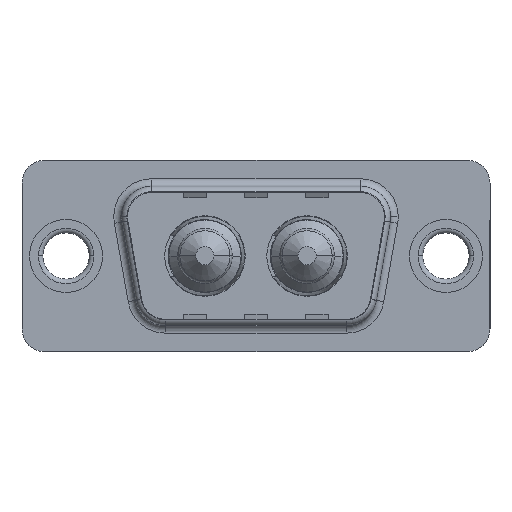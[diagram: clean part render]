
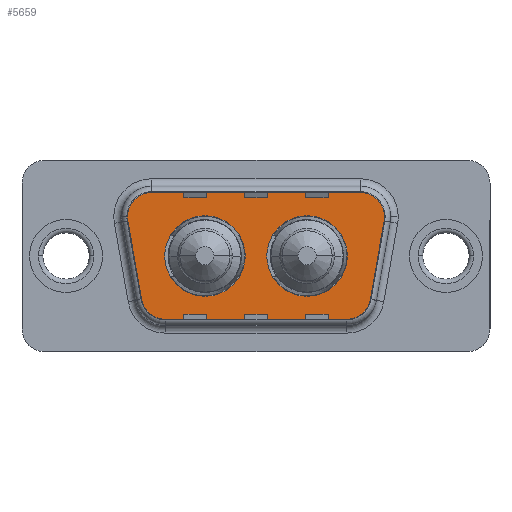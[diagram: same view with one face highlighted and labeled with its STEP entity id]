
A CAD part, top view. The second image highlights one B-rep face of the part: STEP entity #5659.
In plain terms, the highlighted planar face has unit normal (0, 0, 1).
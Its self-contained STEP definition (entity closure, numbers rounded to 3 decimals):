
#75 = EDGE_CURVE ( 'NONE', #4465, #1781, #4167, .T. ) ;
#243 = AXIS2_PLACEMENT_3D ( 'NONE', #4345, #4258, #4223 ) ;
#322 = CARTESIAN_POINT ( 'NONE',  ( 5.436, 2.9, 0. ) ) ;
#367 = DIRECTION ( 'NONE',  ( 0.174, 0.985, 0. ) ) ;
#390 = ORIENTED_EDGE ( 'NONE', *, *, #8934, .T. ) ;
#501 = CARTESIAN_POINT ( 'NONE',  ( 6.459, -4.9, 0. ) ) ;
#559 = CARTESIAN_POINT ( 'NONE',  ( 21.564, 2.9, 0. ) ) ;
#575 = DIRECTION ( 'NONE',  ( 0., 0., 1. ) ) ;
#594 = AXIS2_PLACEMENT_3D ( 'NONE', #735, #8104, #7345 ) ;
#735 = CARTESIAN_POINT ( 'NONE',  ( 6.459, -2.9, 0. ) ) ;
#738 = DIRECTION ( 'NONE',  ( 0., 0., 1. ) ) ;
#908 = CARTESIAN_POINT ( 'NONE',  ( 18.51, 0., 0. ) ) ;
#998 = DIRECTION ( 'NONE',  ( 1., 0., 0. ) ) ;
#1014 = ORIENTED_EDGE ( 'NONE', *, *, #6935, .T. ) ;
#1252 = DIRECTION ( 'NONE',  ( 1., 0., 0. ) ) ;
#1455 = CIRCLE ( 'NONE', #1964, 2. ) ;
#1531 = PLANE ( 'NONE',  #5887 ) ;
#1538 = DIRECTION ( 'NONE',  ( 1., 0., 0. ) ) ;
#1648 = LINE ( 'NONE', #5605, #3652 ) ;
#1781 = VERTEX_POINT ( 'NONE', #9668 ) ;
#1805 = ORIENTED_EDGE ( 'NONE', *, *, #8805, .F. ) ;
#1844 = CARTESIAN_POINT ( 'NONE',  ( 15.86, 0., 0. ) ) ;
#1894 = DIRECTION ( 'NONE',  ( 0., 0., 1. ) ) ;
#1932 = VECTOR ( 'NONE', #8154, 1000. ) ;
#1956 = VERTEX_POINT ( 'NONE', #7656 ) ;
#1964 = AXIS2_PLACEMENT_3D ( 'NONE', #5238, #738, #6006 ) ;
#2113 = CARTESIAN_POINT ( 'NONE',  ( 20.511, -3.247, 0. ) ) ;
#2186 = CIRCLE ( 'NONE', #243, 2. ) ;
#2246 = VERTEX_POINT ( 'NONE', #2395 ) ;
#2276 = EDGE_CURVE ( 'NONE', #3703, #7697, #1648, .T. ) ;
#2308 = CIRCLE ( 'NONE', #7568, 2.65 ) ;
#2333 = EDGE_CURVE ( 'NONE', #4714, #9636, #9710, .T. ) ;
#2395 = CARTESIAN_POINT ( 'NONE',  ( 4.489, -3.247, 0. ) ) ;
#2433 = EDGE_CURVE ( 'NONE', #3306, #3703, #4472, .T. ) ;
#2541 = EDGE_CURVE ( 'NONE', #6862, #3306, #9346, .T. ) ;
#2694 = DIRECTION ( 'NONE',  ( 0., 0., 1. ) ) ;
#2788 = AXIS2_PLACEMENT_3D ( 'NONE', #6950, #1894, #998 ) ;
#3275 = FACE_OUTER_BOUND ( 'NONE', #9299, .T. ) ;
#3299 = VECTOR ( 'NONE', #7887, 1000. ) ;
#3306 = VERTEX_POINT ( 'NONE', #4380 ) ;
#3378 = VECTOR ( 'NONE', #7979, 1000. ) ;
#3513 = FACE_BOUND ( 'NONE', #9410, .T. ) ;
#3514 = CIRCLE ( 'NONE', #3621, 2. ) ;
#3567 = VERTEX_POINT ( 'NONE', #6687 ) ;
#3621 = AXIS2_PLACEMENT_3D ( 'NONE', #322, #4554, #1538 ) ;
#3652 = VECTOR ( 'NONE', #367, 1000. ) ;
#3703 = VERTEX_POINT ( 'NONE', #2113 ) ;
#3742 = CARTESIAN_POINT ( 'NONE',  ( 6.49, 0., 0. ) ) ;
#3932 = ORIENTED_EDGE ( 'NONE', *, *, #2541, .T. ) ;
#4158 = DIRECTION ( 'NONE',  ( 1., 0., 0. ) ) ;
#4167 = LINE ( 'NONE', #9492, #1932 ) ;
#4211 = CIRCLE ( 'NONE', #8260, 2.65 ) ;
#4220 = DIRECTION ( 'NONE',  ( 0., 0., 1. ) ) ;
#4223 = DIRECTION ( 'NONE',  ( -1., 0., 0. ) ) ;
#4258 = DIRECTION ( 'NONE',  ( 0., 0., 1. ) ) ;
#4345 = CARTESIAN_POINT ( 'NONE',  ( 19.564, 2.9, 0. ) ) ;
#4380 = CARTESIAN_POINT ( 'NONE',  ( 18.541, -4.9, 0. ) ) ;
#4453 = CARTESIAN_POINT ( 'NONE',  ( 18.541, -2.9, 0. ) ) ;
#4456 = CARTESIAN_POINT ( 'NONE',  ( 19.564, 4.9, 0. ) ) ;
#4465 = VERTEX_POINT ( 'NONE', #4456 ) ;
#4472 = CIRCLE ( 'NONE', #8862, 2. ) ;
#4554 = DIRECTION ( 'NONE',  ( 0., 0., 1. ) ) ;
#4615 = EDGE_CURVE ( 'NONE', #1781, #1956, #3514, .T. ) ;
#4714 = VERTEX_POINT ( 'NONE', #3742 ) ;
#4717 = ORIENTED_EDGE ( 'NONE', *, *, #75, .T. ) ;
#4883 = ORIENTED_EDGE ( 'NONE', *, *, #6766, .T. ) ;
#4924 = CARTESIAN_POINT ( 'NONE',  ( 9.14, 0., 0. ) ) ;
#4947 = CARTESIAN_POINT ( 'NONE',  ( 18.541, -2.9, 0. ) ) ;
#5077 = CARTESIAN_POINT ( 'NONE',  ( 15.86, 0., 0. ) ) ;
#5183 = EDGE_LOOP ( 'NONE', ( #1805, #5795 ) ) ;
#5224 = CARTESIAN_POINT ( 'NONE',  ( 11.79, 0., 0. ) ) ;
#5238 = CARTESIAN_POINT ( 'NONE',  ( 19.564, 2.9, 0. ) ) ;
#5253 = FACE_BOUND ( 'NONE', #5183, .T. ) ;
#5262 = DIRECTION ( 'NONE',  ( 1., 0., 0. ) ) ;
#5605 = CARTESIAN_POINT ( 'NONE',  ( 21.534, 2.553, 0. ) ) ;
#5606 = ORIENTED_EDGE ( 'NONE', *, *, #6585, .T. ) ;
#5653 = ORIENTED_EDGE ( 'NONE', *, *, #4615, .T. ) ;
#5659 = ADVANCED_FACE ( 'NONE', ( #5253, #3513, #3275 ), #1531, .T. ) ;
#5671 = AXIS2_PLACEMENT_3D ( 'NONE', #5077, #575, #5844 ) ;
#5795 = ORIENTED_EDGE ( 'NONE', *, *, #6206, .F. ) ;
#5844 = DIRECTION ( 'NONE',  ( 1., 0., 0. ) ) ;
#5887 = AXIS2_PLACEMENT_3D ( 'NONE', #4947, #2694, #1252 ) ;
#6001 = EDGE_CURVE ( 'NONE', #9636, #4714, #4211, .T. ) ;
#6006 = DIRECTION ( 'NONE',  ( -1., 0., 0. ) ) ;
#6206 = EDGE_CURVE ( 'NONE', #3567, #7169, #2308, .T. ) ;
#6585 = EDGE_CURVE ( 'NONE', #2246, #6862, #9055, .T. ) ;
#6687 = CARTESIAN_POINT ( 'NONE',  ( 13.21, 0., 0. ) ) ;
#6766 = EDGE_CURVE ( 'NONE', #1956, #2246, #9417, .T. ) ;
#6779 = CARTESIAN_POINT ( 'NONE',  ( 21.534, 2.553, 0. ) ) ;
#6811 = CARTESIAN_POINT ( 'NONE',  ( 6.459, -4.9, 0. ) ) ;
#6862 = VERTEX_POINT ( 'NONE', #6811 ) ;
#6935 = EDGE_CURVE ( 'NONE', #7697, #9521, #2186, .T. ) ;
#6950 = CARTESIAN_POINT ( 'NONE',  ( 9.14, 0., 0. ) ) ;
#7169 = VERTEX_POINT ( 'NONE', #908 ) ;
#7345 = DIRECTION ( 'NONE',  ( -1., 0., 0. ) ) ;
#7399 = ORIENTED_EDGE ( 'NONE', *, *, #6001, .F. ) ;
#7568 = AXIS2_PLACEMENT_3D ( 'NONE', #1844, #7609, #5262 ) ;
#7609 = DIRECTION ( 'NONE',  ( 0., 0., 1. ) ) ;
#7656 = CARTESIAN_POINT ( 'NONE',  ( 3.466, 2.553, 0. ) ) ;
#7697 = VERTEX_POINT ( 'NONE', #6779 ) ;
#7887 = DIRECTION ( 'NONE',  ( 1., 0., 0. ) ) ;
#7943 = ORIENTED_EDGE ( 'NONE', *, *, #2433, .T. ) ;
#7979 = DIRECTION ( 'NONE',  ( 0.174, -0.985, 0. ) ) ;
#8047 = DIRECTION ( 'NONE',  ( 0., 0., 1. ) ) ;
#8104 = DIRECTION ( 'NONE',  ( 0., 0., 1. ) ) ;
#8154 = DIRECTION ( 'NONE',  ( -1., 0., 0. ) ) ;
#8260 = AXIS2_PLACEMENT_3D ( 'NONE', #4924, #4220, #4158 ) ;
#8342 = ORIENTED_EDGE ( 'NONE', *, *, #2333, .F. ) ;
#8353 = CARTESIAN_POINT ( 'NONE',  ( 3.466, 2.553, 0. ) ) ;
#8370 = DIRECTION ( 'NONE',  ( 1., 0., 0. ) ) ;
#8450 = CIRCLE ( 'NONE', #5671, 2.65 ) ;
#8805 = EDGE_CURVE ( 'NONE', #7169, #3567, #8450, .T. ) ;
#8862 = AXIS2_PLACEMENT_3D ( 'NONE', #4453, #8047, #8370 ) ;
#8934 = EDGE_CURVE ( 'NONE', #9521, #4465, #1455, .T. ) ;
#9055 = CIRCLE ( 'NONE', #594, 2. ) ;
#9299 = EDGE_LOOP ( 'NONE', ( #7943, #9813, #1014, #390, #4717, #5653, #4883, #5606, #3932 ) ) ;
#9346 = LINE ( 'NONE', #501, #3299 ) ;
#9410 = EDGE_LOOP ( 'NONE', ( #7399, #8342 ) ) ;
#9417 = LINE ( 'NONE', #8353, #3378 ) ;
#9492 = CARTESIAN_POINT ( 'NONE',  ( 5.436, 4.9, 0. ) ) ;
#9521 = VERTEX_POINT ( 'NONE', #559 ) ;
#9636 = VERTEX_POINT ( 'NONE', #5224 ) ;
#9668 = CARTESIAN_POINT ( 'NONE',  ( 5.436, 4.9, 0. ) ) ;
#9710 = CIRCLE ( 'NONE', #2788, 2.65 ) ;
#9813 = ORIENTED_EDGE ( 'NONE', *, *, #2276, .T. ) ;
